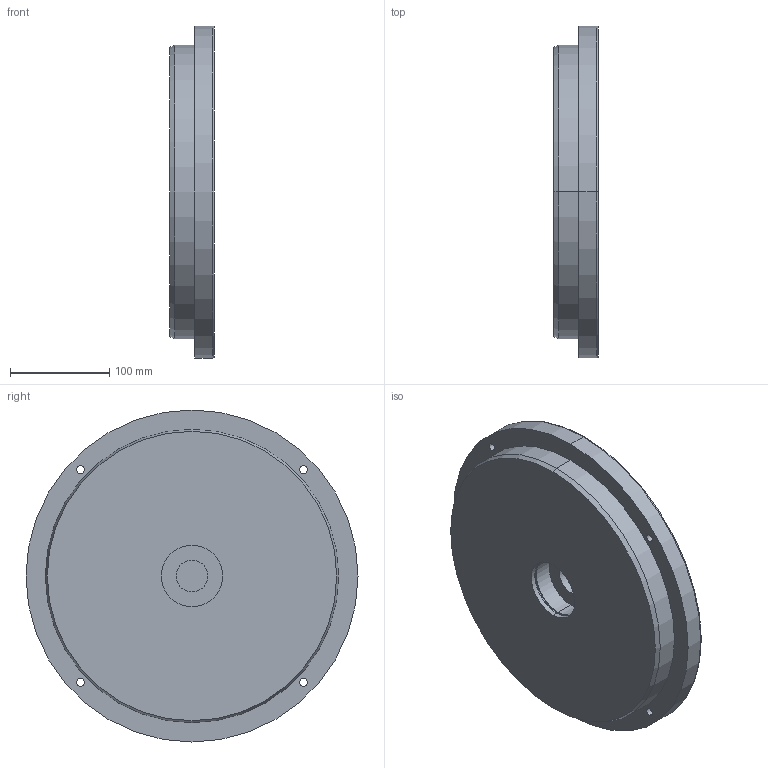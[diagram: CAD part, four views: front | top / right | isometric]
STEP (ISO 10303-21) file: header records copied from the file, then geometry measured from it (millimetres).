
FILE_DESCRIPTION (( 'STEP AP203' ), '1' );
FILE_NAME ('arka kapak.STEP', '2018-03-23T11:20:44', ( '' ), ( '' ), 'SwSTEP 2.0', 'SolidWorks 2017', '' );
FILE_SCHEMA (( 'CONFIG_CONTROL_DESIGN' ));
Length unit declared in the file: millimetre
Products named in the file (1): arka kapak
Bounding box: 45.3 x 335 x 335 mm (x, y, z)
Volume: 3404877.5 mm3; surface area: 227451.9 mm2
Topology: 1 solids, 1 shells, 43 faces, 92 edges, 60 vertices
Faces by surface type: cylinder 28, plane 11, torus 2, cone 2
Entity records: 1289 total; most frequent: DIRECTION 242, CARTESIAN_POINT 196, ORIENTED_EDGE 184, AXIS2_PLACEMENT_3D 106, EDGE_CURVE 92, CIRCLE 62, VERTEX_POINT 60, EDGE_LOOP 60
